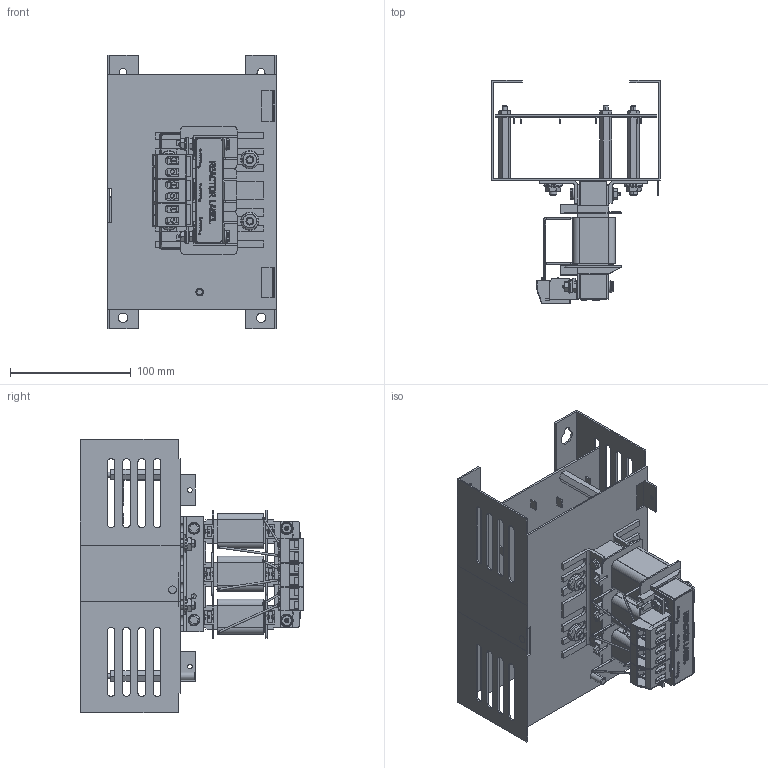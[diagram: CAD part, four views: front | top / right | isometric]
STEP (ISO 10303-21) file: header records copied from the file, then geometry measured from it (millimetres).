
FILE_DESCRIPTION (( 'STEP AP214' ), '1' );
FILE_NAME ('VTF 2A-12A r1 comb 1 from xt b REDUC 1 r1.STEP', '2020-01-16T15:06:21', ( '' ), ( '' ), 'SwSTEP 2.0', 'SolidWorks 2017', '' );
FILE_SCHEMA (( 'AUTOMOTIVE_DESIGN' ));
Length unit declared in the file: inch
Products named in the file (1): VTF 2A-12A r1 comb 1 from xt b REDUC 1 r1
Bounding box: 139.83 x 184.71 x 226.06 mm (x, y, z)
Volume: 372504.2 mm3; surface area: 356505.5 mm2
Topology: 41 solids, 47 shells, 3229 faces, 8626 edges, 5594 vertices
Faces by surface type: plane 1936, cylinder 705, bspline 374, cone 206, torus 8
Entity records: 105816 total; most frequent: CARTESIAN_POINT 25201, ORIENTED_EDGE 17240, DIRECTION 15153, EDGE_CURVE 8620, LINE 5677, VECTOR 5677, VERTEX_POINT 5594, AXIS2_PLACEMENT_3D 4738
